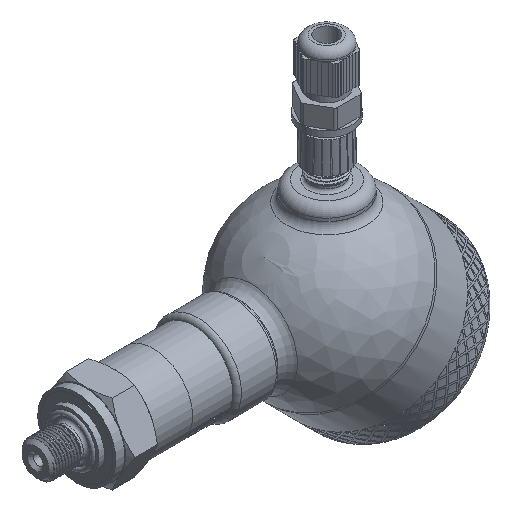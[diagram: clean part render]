
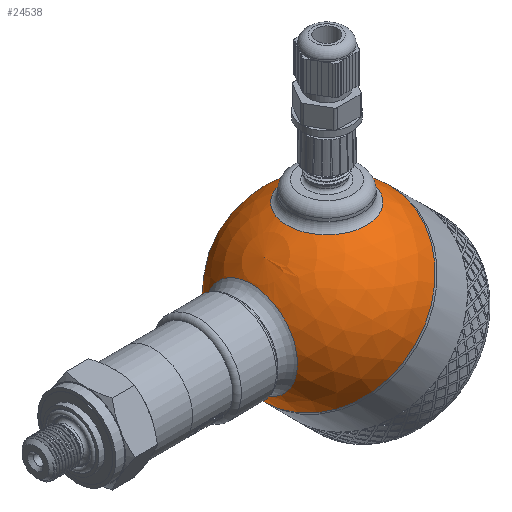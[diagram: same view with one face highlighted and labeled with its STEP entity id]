
A CAD part, isometric view. The second image highlights one B-rep face of the part: STEP entity #24538.
In plain terms, the highlighted spherical face has radius 30 mm.
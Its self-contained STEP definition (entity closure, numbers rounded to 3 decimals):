
#56=SPHERICAL_SURFACE('',#26032,30.);
#1057=FACE_BOUND('',#3785,.T.);
#1058=FACE_BOUND('',#3786,.T.);
#2187=FACE_OUTER_BOUND('',#3784,.T.);
#3784=EDGE_LOOP('',(#18267,#18268,#18269,#18270));
#3785=EDGE_LOOP('',(#18271));
#3786=EDGE_LOOP('',(#18272));
#5227=CIRCLE('',#25955,30.);
#5228=CIRCLE('',#25956,30.);
#5255=CIRCLE('',#26028,13.5);
#5258=CIRCLE('',#26033,30.);
#5259=CIRCLE('',#26034,15.643);
#9918=VERTEX_POINT('',#33377);
#9919=VERTEX_POINT('',#33379);
#10446=VERTEX_POINT('',#40143);
#10448=VERTEX_POINT('',#40150);
#10449=VERTEX_POINT('',#40152);
#12561=EDGE_CURVE('',#9918,#9919,#5227,.T.);
#12562=EDGE_CURVE('',#9919,#9918,#5228,.T.);
#13355=EDGE_CURVE('',#10446,#10446,#5255,.T.);
#13358=EDGE_CURVE('',#9919,#10448,#5258,.T.);
#13359=EDGE_CURVE('',#10449,#10449,#5259,.T.);
#18267=ORIENTED_EDGE('',*,*,#12562,.F.);
#18268=ORIENTED_EDGE('',*,*,#13358,.T.);
#18269=ORIENTED_EDGE('',*,*,#13358,.F.);
#18270=ORIENTED_EDGE('',*,*,#12561,.F.);
#18271=ORIENTED_EDGE('',*,*,#13359,.F.);
#18272=ORIENTED_EDGE('',*,*,#13355,.F.);
#24538=ADVANCED_FACE('',(#2187,#1057,#1058),#56,.T.);
#25955=AXIS2_PLACEMENT_3D('',#33380,#27359,#27360);
#25956=AXIS2_PLACEMENT_3D('',#33381,#27361,#27362);
#26028=AXIS2_PLACEMENT_3D('',#40144,#27783,#27784);
#26032=AXIS2_PLACEMENT_3D('',#40149,#27791,#27792);
#26033=AXIS2_PLACEMENT_3D('',#40151,#27793,#27794);
#26034=AXIS2_PLACEMENT_3D('',#40153,#27795,#27796);
#27359=DIRECTION('center_axis',(1.,0.,0.));
#27360=DIRECTION('ref_axis',(0.,1.,0.));
#27361=DIRECTION('center_axis',(1.,0.,0.));
#27362=DIRECTION('ref_axis',(0.,1.,0.));
#27783=DIRECTION('center_axis',(-0.707,0.,-0.707));
#27784=DIRECTION('ref_axis',(-0.707,0.,0.707));
#27791=DIRECTION('center_axis',(1.,0.,0.));
#27792=DIRECTION('ref_axis',(0.,-1.,0.));
#27793=DIRECTION('center_axis',(0.,0.,1.));
#27794=DIRECTION('ref_axis',(0.,1.,0.));
#27795=DIRECTION('center_axis',(-0.707,0.,0.707));
#27796=DIRECTION('ref_axis',(0.707,0.,0.707));
#33377=CARTESIAN_POINT('',(0.,-30.,0.));
#33379=CARTESIAN_POINT('',(0.,30.,0.));
#33380=CARTESIAN_POINT('Origin',(0.,0.,0.));
#33381=CARTESIAN_POINT('Origin',(0.,0.,0.));
#40143=CARTESIAN_POINT('',(-9.398,0.,-28.49));
#40144=CARTESIAN_POINT('Origin',(-18.944,0.,-18.944));
#40149=CARTESIAN_POINT('Origin',(0.,0.,0.));
#40150=CARTESIAN_POINT('',(-30.,0.,0.));
#40151=CARTESIAN_POINT('Origin',(0.,0.,0.));
#40152=CARTESIAN_POINT('',(-29.162,0.,7.04));
#40153=CARTESIAN_POINT('Origin',(-18.101,0.,18.101));
